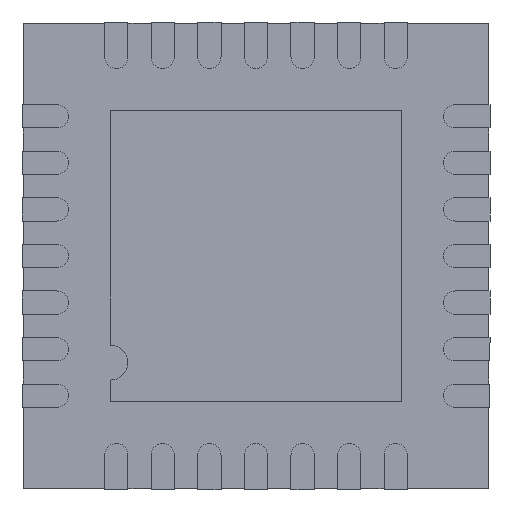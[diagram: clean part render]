
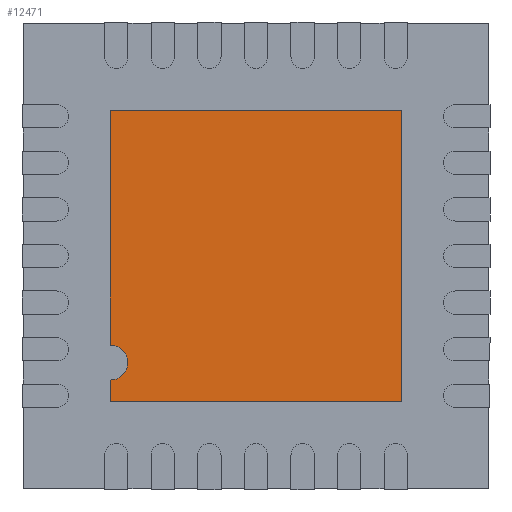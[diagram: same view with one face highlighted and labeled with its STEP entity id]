
A CAD part, front view. The second image highlights one B-rep face of the part: STEP entity #12471.
In plain terms, the highlighted planar face has unit normal (0, -1, 0).
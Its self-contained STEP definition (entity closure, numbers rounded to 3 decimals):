
#104 = CARTESIAN_POINT ( 'NONE',  ( -1.25, 0., -1.25 ) ) ;
#133 = VECTOR ( 'NONE', #4162, 1000. ) ;
#144 = VECTOR ( 'NONE', #18539, 1000. ) ;
#453 = EDGE_LOOP ( 'NONE', ( #15145, #11716, #8282, #27338, #12951, #9403 ) ) ;
#960 = DIRECTION ( 'NONE',  ( 0., 0., 1. ) ) ;
#1413 = LINE ( 'NONE', #25263, #13654 ) ;
#1885 = CARTESIAN_POINT ( 'NONE',  ( -1.25, 0., -0.766 ) ) ;
#1921 = EDGE_CURVE ( 'NONE', #23170, #12178, #15907, .T. ) ;
#2347 = AXIS2_PLACEMENT_3D ( 'NONE', #28533, #14727, #960 ) ;
#3208 = VERTEX_POINT ( 'NONE', #17385 ) ;
#3904 = AXIS2_PLACEMENT_3D ( 'NONE', #8298, #24392, #10589 ) ;
#4162 = DIRECTION ( 'NONE',  ( 0., 0., 1. ) ) ;
#6255 = LINE ( 'NONE', #1885, #133 ) ;
#6265 = LINE ( 'NONE', #104, #144 ) ;
#6727 = EDGE_CURVE ( 'NONE', #12178, #26671, #6265, .T. ) ;
#7185 = EDGE_CURVE ( 'NONE', #26671, #22811, #12306, .T. ) ;
#8282 = ORIENTED_EDGE ( 'NONE', *, *, #27569, .F. ) ;
#8298 = CARTESIAN_POINT ( 'NONE',  ( -1.25, 0., -0.916 ) ) ;
#8770 = VERTEX_POINT ( 'NONE', #19748 ) ;
#9394 = DIRECTION ( 'NONE',  ( 0., 0., -1. ) ) ;
#9403 = ORIENTED_EDGE ( 'NONE', *, *, #7185, .F. ) ;
#9635 = VECTOR ( 'NONE', #9394, 1000. ) ;
#9781 = VECTOR ( 'NONE', #14088, 1000. ) ;
#10589 = DIRECTION ( 'NONE',  ( 0., 0., 1. ) ) ;
#11453 = DIRECTION ( 'NONE',  ( 1., 0., 0. ) ) ;
#11716 = ORIENTED_EDGE ( 'NONE', *, *, #1921, .F. ) ;
#12178 = VERTEX_POINT ( 'NONE', #20437 ) ;
#12306 = CIRCLE ( 'NONE', #2347, 0.15 ) ;
#12471 = ADVANCED_FACE ( 'NONE', ( #20775 ), #24196, .F. ) ;
#12951 = ORIENTED_EDGE ( 'NONE', *, *, #17033, .F. ) ;
#13654 = VECTOR ( 'NONE', #11453, 1000. ) ;
#13843 = CARTESIAN_POINT ( 'NONE',  ( -1.25, 0., -0.766 ) ) ;
#14088 = DIRECTION ( 'NONE',  ( -1., 0., 0. ) ) ;
#14670 = CARTESIAN_POINT ( 'NONE',  ( -1.25, 0., -1.066 ) ) ;
#14727 = DIRECTION ( 'NONE',  ( 0., -1., 0. ) ) ;
#15145 = ORIENTED_EDGE ( 'NONE', *, *, #6727, .F. ) ;
#15745 = LINE ( 'NONE', #18488, #9635 ) ;
#15907 = LINE ( 'NONE', #23657, #9781 ) ;
#17033 = EDGE_CURVE ( 'NONE', #22811, #3208, #6255, .T. ) ;
#17385 = CARTESIAN_POINT ( 'NONE',  ( -1.25, 0., 1.25 ) ) ;
#18488 = CARTESIAN_POINT ( 'NONE',  ( 1.25, 0., -1.25 ) ) ;
#18539 = DIRECTION ( 'NONE',  ( 0., 0., 1. ) ) ;
#19748 = CARTESIAN_POINT ( 'NONE',  ( 1.25, 0., 1.25 ) ) ;
#20437 = CARTESIAN_POINT ( 'NONE',  ( -1.25, 0., -1.25 ) ) ;
#20775 = FACE_OUTER_BOUND ( 'NONE', #453, .T. ) ;
#22811 = VERTEX_POINT ( 'NONE', #13843 ) ;
#22979 = CARTESIAN_POINT ( 'NONE',  ( 1.25, 0., -1.25 ) ) ;
#23170 = VERTEX_POINT ( 'NONE', #22979 ) ;
#23657 = CARTESIAN_POINT ( 'NONE',  ( -1.25, 0., -1.25 ) ) ;
#24196 = PLANE ( 'NONE',  #3904 ) ;
#24392 = DIRECTION ( 'NONE',  ( 0., 1., 0. ) ) ;
#25263 = CARTESIAN_POINT ( 'NONE',  ( -1.25, 0., 1.25 ) ) ;
#26518 = EDGE_CURVE ( 'NONE', #3208, #8770, #1413, .T. ) ;
#26671 = VERTEX_POINT ( 'NONE', #14670 ) ;
#27338 = ORIENTED_EDGE ( 'NONE', *, *, #26518, .F. ) ;
#27569 = EDGE_CURVE ( 'NONE', #8770, #23170, #15745, .T. ) ;
#28533 = CARTESIAN_POINT ( 'NONE',  ( -1.25, 0., -0.916 ) ) ;
